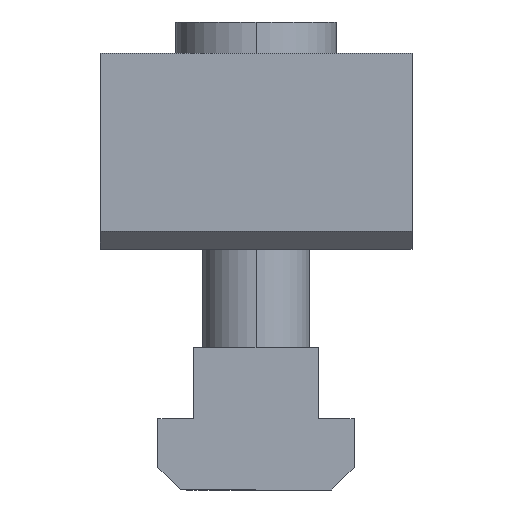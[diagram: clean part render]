
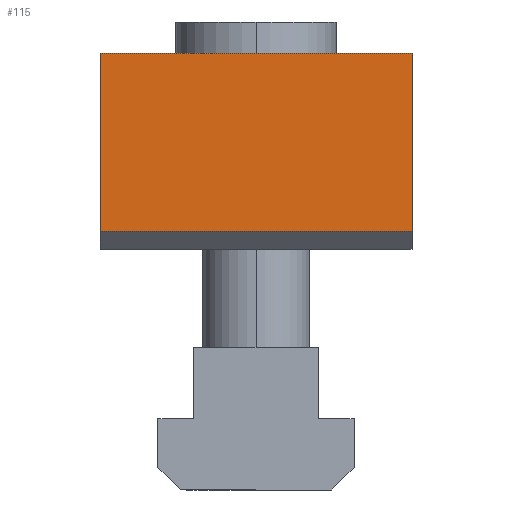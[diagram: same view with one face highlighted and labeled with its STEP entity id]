
A CAD part, left-side view. The second image highlights one B-rep face of the part: STEP entity #115.
In plain terms, the highlighted planar face has unit normal (-1, 0, 0).
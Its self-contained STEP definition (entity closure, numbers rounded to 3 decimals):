
#76 = EDGE_LOOP ( 'NONE', ( #1347, #3149, #974, #3306 ) ) ;
#115 = ADVANCED_FACE ( 'NONE', ( #6978 ), #4644, .T. ) ;
#516 = B_SPLINE_CURVE_WITH_KNOTS ( 'NONE', 3,
 ( #6936, #546, #6771, #5101 ),
 .UNSPECIFIED., .F., .F.,
 ( 4, 4 ),
 ( 0., 1. ),
 .UNSPECIFIED. ) ;
#546 = CARTESIAN_POINT ( 'NONE',  ( -40., 5.833, 22. ) ) ;
#858 = CARTESIAN_POINT ( 'NONE',  ( -40., -17.5, 8.667 ) ) ;
#894 = VERTEX_POINT ( 'NONE', #2911 ) ;
#974 = ORIENTED_EDGE ( 'NONE', *, *, #1659, .F. ) ;
#981 = CARTESIAN_POINT ( 'NONE',  ( -40., 17.5, 2. ) ) ;
#1347 = ORIENTED_EDGE ( 'NONE', *, *, #5207, .T. ) ;
#1416 = CARTESIAN_POINT ( 'NONE',  ( -40., -17.5, 2. ) ) ;
#1576 = VERTEX_POINT ( 'NONE', #2285 ) ;
#1606 = CARTESIAN_POINT ( 'NONE',  ( -40., -17.5, 22. ) ) ;
#1645 = CARTESIAN_POINT ( 'NONE',  ( -40., -5.833, 2. ) ) ;
#1659 = EDGE_CURVE ( 'NONE', #6585, #6566, #516, .T. ) ;
#1972 = B_SPLINE_CURVE_WITH_KNOTS ( 'NONE', 3,
 ( #2897, #3995, #2178, #6857 ),
 .UNSPECIFIED., .F., .F.,
 ( 4, 4 ),
 ( 0., 1. ),
 .UNSPECIFIED. ) ;
#2178 = CARTESIAN_POINT ( 'NONE',  ( -40., 17.5, 15.333 ) ) ;
#2285 = CARTESIAN_POINT ( 'NONE',  ( -40., -17.5, 2. ) ) ;
#2676 = EDGE_CURVE ( 'NONE', #894, #6585, #1972, .T. ) ;
#2897 = CARTESIAN_POINT ( 'NONE',  ( -40., 17.5, 2. ) ) ;
#2911 = CARTESIAN_POINT ( 'NONE',  ( -40., 17.5, 2. ) ) ;
#3149 = ORIENTED_EDGE ( 'NONE', *, *, #6568, .T. ) ;
#3233 = CARTESIAN_POINT ( 'NONE',  ( -40., -17.5, 15.333 ) ) ;
#3306 = ORIENTED_EDGE ( 'NONE', *, *, #2676, .F. ) ;
#3359 = CARTESIAN_POINT ( 'NONE',  ( -40., -17.5, 22. ) ) ;
#3927 = CARTESIAN_POINT ( 'NONE',  ( -40., 17.5, 22. ) ) ;
#3995 = CARTESIAN_POINT ( 'NONE',  ( -40., 17.5, 8.667 ) ) ;
#4008 = CARTESIAN_POINT ( 'NONE',  ( -40., -17.5, 2. ) ) ;
#4644 = PLANE ( 'NONE',  #4921 ) ;
#4749 = DIRECTION ( 'NONE',  ( 0., 0., 1. ) ) ;
#4921 = AXIS2_PLACEMENT_3D ( 'NONE', #1416, #5460, #4749 ) ;
#5101 = CARTESIAN_POINT ( 'NONE',  ( -40., -17.5, 22. ) ) ;
#5207 = EDGE_CURVE ( 'NONE', #894, #1576, #6943, .T. ) ;
#5460 = DIRECTION ( 'NONE',  ( -1., 0., 0. ) ) ;
#5564 = CARTESIAN_POINT ( 'NONE',  ( -40., -17.5, 2. ) ) ;
#6381 = B_SPLINE_CURVE_WITH_KNOTS ( 'NONE', 3,
 ( #5564, #858, #3233, #3359 ),
 .UNSPECIFIED., .F., .F.,
 ( 4, 4 ),
 ( 0., 1. ),
 .UNSPECIFIED. ) ;
#6566 = VERTEX_POINT ( 'NONE', #1606 ) ;
#6568 = EDGE_CURVE ( 'NONE', #1576, #6566, #6381, .T. ) ;
#6585 = VERTEX_POINT ( 'NONE', #3927 ) ;
#6771 = CARTESIAN_POINT ( 'NONE',  ( -40., -5.833, 22. ) ) ;
#6857 = CARTESIAN_POINT ( 'NONE',  ( -40., 17.5, 22. ) ) ;
#6910 = CARTESIAN_POINT ( 'NONE',  ( -40., 5.833, 2. ) ) ;
#6936 = CARTESIAN_POINT ( 'NONE',  ( -40., 17.5, 22. ) ) ;
#6943 = B_SPLINE_CURVE_WITH_KNOTS ( 'NONE', 3,
 ( #981, #6910, #1645, #4008 ),
 .UNSPECIFIED., .F., .F.,
 ( 4, 4 ),
 ( 0., 1. ),
 .UNSPECIFIED. ) ;
#6978 = FACE_OUTER_BOUND ( 'NONE', #76, .T. ) ;
